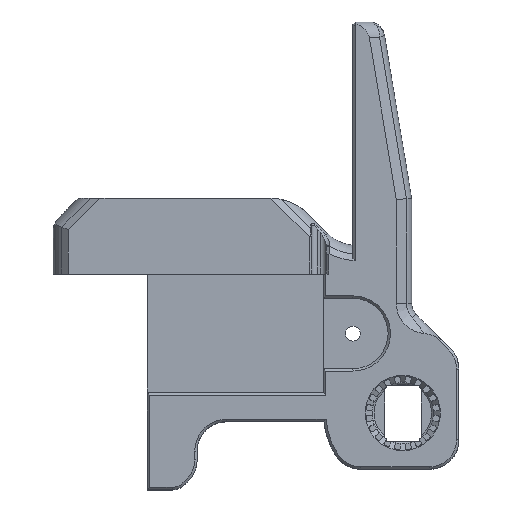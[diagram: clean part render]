
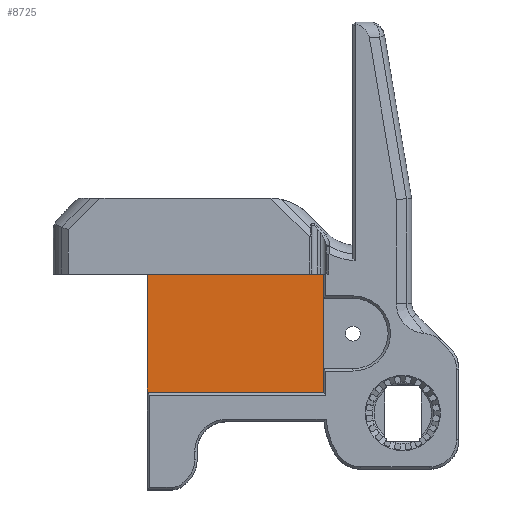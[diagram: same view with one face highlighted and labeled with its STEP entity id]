
A CAD part, top view. The second image highlights one B-rep face of the part: STEP entity #8725.
In plain terms, the highlighted planar face has unit normal (0, 0, 1).
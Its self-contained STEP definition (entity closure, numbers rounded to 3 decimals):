
#557=PLANE('',#9493);
#892=FACE_OUTER_BOUND('',#1437,.T.);
#1437=EDGE_LOOP('',(#6986,#6987,#6988,#6989));
#1732=LINE('',#12397,#2390);
#2110=LINE('',#16788,#2768);
#2127=LINE('',#16852,#2785);
#2128=LINE('',#16853,#2786);
#2390=VECTOR('',#9938,1000.);
#2768=VECTOR('',#11220,1000.);
#2785=VECTOR('',#11259,1000.);
#2786=VECTOR('',#11260,1000.);
#3440=VERTEX_POINT('',#12395);
#3441=VERTEX_POINT('',#12396);
#4059=VERTEX_POINT('',#16786);
#4081=VERTEX_POINT('',#16851);
#4277=EDGE_CURVE('',#3440,#3441,#1732,.T.);
#5120=EDGE_CURVE('',#4059,#3441,#2110,.T.);
#5145=EDGE_CURVE('',#4059,#4081,#2127,.T.);
#5146=EDGE_CURVE('',#4081,#3440,#2128,.T.);
#6986=ORIENTED_EDGE('',*,*,#4277,.T.);
#6987=ORIENTED_EDGE('',*,*,#5120,.F.);
#6988=ORIENTED_EDGE('',*,*,#5145,.T.);
#6989=ORIENTED_EDGE('',*,*,#5146,.T.);
#8725=ADVANCED_FACE('',(#892),#557,.T.);
#9493=AXIS2_PLACEMENT_3D('',#16850,#11257,#11258);
#9938=DIRECTION('',(-1.,0.,0.));
#11220=DIRECTION('',(0.,1.,0.));
#11257=DIRECTION('center_axis',(0.,0.,1.));
#11258=DIRECTION('ref_axis',(-1.,0.,0.));
#11259=DIRECTION('',(1.,0.,0.));
#11260=DIRECTION('',(0.,1.,0.));
#12395=CARTESIAN_POINT('',(80.,163.1,0.));
#12396=CARTESIAN_POINT('',(50.,163.1,0.));
#12397=CARTESIAN_POINT('',(38.5,163.1,0.));
#16786=CARTESIAN_POINT('',(50.,142.9,0.));
#16788=CARTESIAN_POINT('',(50.,153.,0.));
#16850=CARTESIAN_POINT('Origin',(22.5,104.3,0.));
#16851=CARTESIAN_POINT('',(80.,142.9,0.));
#16852=CARTESIAN_POINT('',(65.,142.9,0.));
#16853=CARTESIAN_POINT('',(80.,153.,0.));
